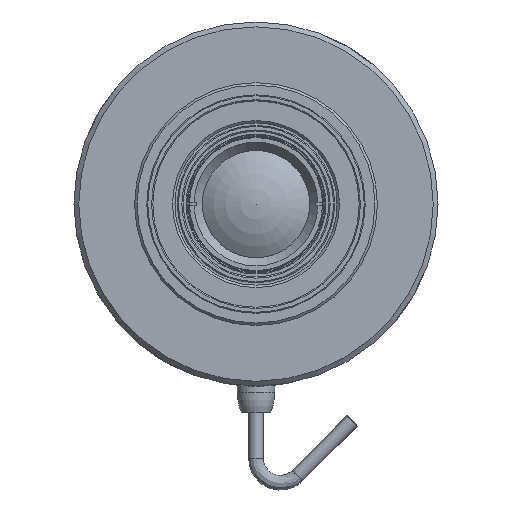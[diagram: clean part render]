
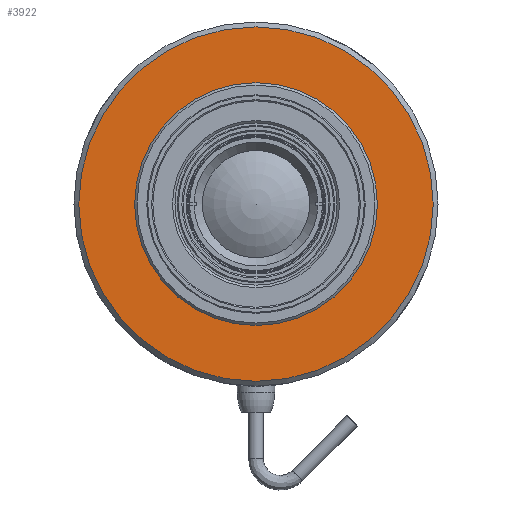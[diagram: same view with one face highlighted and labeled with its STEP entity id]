
A CAD part, front view. The second image highlights one B-rep face of the part: STEP entity #3922.
In plain terms, the highlighted face is planar.
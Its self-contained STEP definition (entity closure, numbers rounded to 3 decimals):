
#1096 = CARTESIAN_POINT ( 'NONE',  ( 0., -71.583, 0. ) ) ;
#1346 = CARTESIAN_POINT ( 'NONE',  ( 0., -71.583, 36.5 ) ) ;
#1731 = EDGE_CURVE ( 'NONE', #5933, #5933, #10903, .T. ) ;
#1982 = EDGE_LOOP ( 'NONE', ( #9472 ) ) ;
#3200 = VERTEX_POINT ( 'NONE', #5979 ) ;
#3349 = ORIENTED_EDGE ( 'NONE', *, *, #10026, .F. ) ;
#3476 = FACE_BOUND ( 'NONE', #9951, .T. ) ;
#3918 = DIRECTION ( 'NONE',  ( 0., 1., 0. ) ) ;
#3922 = ADVANCED_FACE ( 'NONE', ( #3476, #10967 ), #9146, .F. ) ;
#4957 = DIRECTION ( 'NONE',  ( 0., 0., 1. ) ) ;
#5933 = VERTEX_POINT ( 'NONE', #1346 ) ;
#5979 = CARTESIAN_POINT ( 'NONE',  ( 0., -71.583, -25. ) ) ;
#6201 = DIRECTION ( 'NONE',  ( 0., 0., 1. ) ) ;
#6258 = DIRECTION ( 'NONE',  ( 0., 1., 0. ) ) ;
#7099 = CARTESIAN_POINT ( 'NONE',  ( 0., -71.583, 37.5 ) ) ;
#7429 = AXIS2_PLACEMENT_3D ( 'NONE', #7099, #6258, #6201 ) ;
#7838 = DIRECTION ( 'NONE',  ( 0., 0., -1. ) ) ;
#8592 = AXIS2_PLACEMENT_3D ( 'NONE', #1096, #3918, #4957 ) ;
#9052 = AXIS2_PLACEMENT_3D ( 'NONE', #9834, #10680, #7838 ) ;
#9146 = PLANE ( 'NONE',  #7429 ) ;
#9472 = ORIENTED_EDGE ( 'NONE', *, *, #1731, .F. ) ;
#9834 = CARTESIAN_POINT ( 'NONE',  ( 0., -71.583, 0. ) ) ;
#9951 = EDGE_LOOP ( 'NONE', ( #3349 ) ) ;
#10019 = CIRCLE ( 'NONE', #9052, 25. ) ;
#10026 = EDGE_CURVE ( 'NONE', #3200, #3200, #10019, .T. ) ;
#10680 = DIRECTION ( 'NONE',  ( 0., -1., 0. ) ) ;
#10903 = CIRCLE ( 'NONE', #8592, 36.5 ) ;
#10967 = FACE_OUTER_BOUND ( 'NONE', #1982, .T. ) ;
